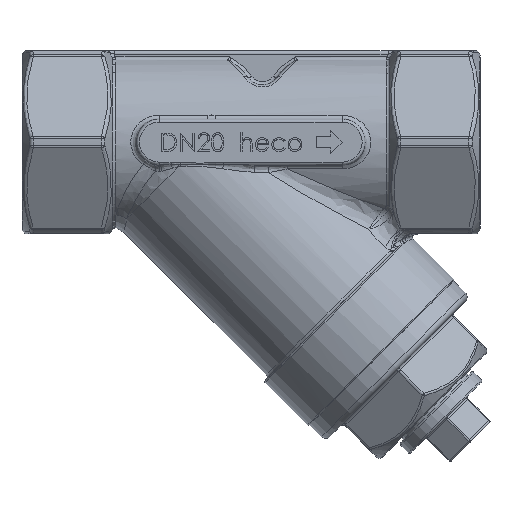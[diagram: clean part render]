
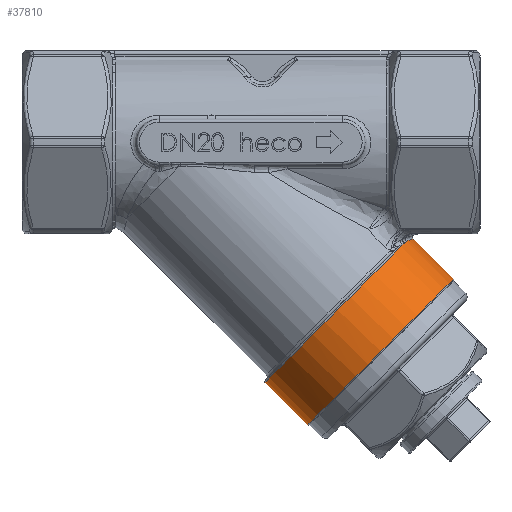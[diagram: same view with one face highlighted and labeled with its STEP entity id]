
A CAD part, top view. The second image highlights one B-rep face of the part: STEP entity #37810.
In plain terms, the highlighted cylindrical face has radius 18 mm (diameter 36 mm), a full revolution.
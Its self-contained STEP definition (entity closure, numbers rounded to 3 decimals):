
#13274 = CIRCLE ( 'NONE', #13285, 18. ) ;
#13278 = CIRCLE ( 'NONE', #13281, 18. ) ;
#13281 = AXIS2_PLACEMENT_3D ( 'NONE', #15413, #15414, #15415 ) ;
#13285 = AXIS2_PLACEMENT_3D ( 'NONE', #15420, #15421, #15422 ) ;
#15381 = CARTESIAN_POINT ( 'NONE',  ( 67.109, -17.298, -6.365 ) ) ;
#15394 = CARTESIAN_POINT ( 'NONE',  ( 67.303, -17.222, -5.859 ) ) ;
#15398 = CARTESIAN_POINT ( 'NONE',  ( 67.478, -17.157, -5.343 ) ) ;
#15399 = CARTESIAN_POINT ( 'NONE',  ( 67.783, -17.053, -4.3 ) ) ;
#15400 = CARTESIAN_POINT ( 'NONE',  ( 67.915, -17.013, -3.773 ) ) ;
#15401 = CARTESIAN_POINT ( 'NONE',  ( 68.131, -16.954, -2.709 ) ) ;
#15402 = CARTESIAN_POINT ( 'NONE',  ( 68.216, -16.935, -2.171 ) ) ;
#15403 = CARTESIAN_POINT ( 'NONE',  ( 68.332, -16.91, -1.084 ) ) ;
#15404 = CARTESIAN_POINT ( 'NONE',  ( 68.362, -16.905, -0.536 ) ) ;
#15405 = CARTESIAN_POINT ( 'NONE',  ( 68.36, -16.906, 1.107 ) ) ;
#15406 = CARTESIAN_POINT ( 'NONE',  ( 68.238, -16.925, 2.184 ) ) ;
#15407 = CARTESIAN_POINT ( 'NONE',  ( 67.807, -17.042, 4.304 ) ) ;
#15408 = CARTESIAN_POINT ( 'NONE',  ( 67.497, -17.145, 5.354 ) ) ;
#15409 = CARTESIAN_POINT ( 'NONE',  ( 67.109, -17.298, 6.365 ) ) ;
#15413 = CARTESIAN_POINT ( 'NONE',  ( 55.204, -29.204, 0. ) ) ;
#15414 = DIRECTION ( 'NONE',  ( 0.707, -0.707, 0. ) ) ;
#15415 = DIRECTION ( 'NONE',  ( 0.707, 0.707, 0. ) ) ;
#15420 = CARTESIAN_POINT ( 'NONE',  ( 62.628, -36.628, 0. ) ) ;
#15421 = DIRECTION ( 'NONE',  ( -0.707, 0.707, 0. ) ) ;
#15422 = DIRECTION ( 'NONE',  ( 0.707, 0.707, 0. ) ) ;
#17043 = VERTEX_POINT ( 'NONE', #17047 ) ;
#17047 = CARTESIAN_POINT ( 'NONE',  ( 75.356, -23.9, 0. ) ) ;
#18871 = CARTESIAN_POINT ( 'NONE',  ( 67.109, -17.298, -6.365 ) ) ;
#18873 = CARTESIAN_POINT ( 'NONE',  ( 67.109, -17.298, 6.365 ) ) ;
#23531 = B_SPLINE_CURVE_WITH_KNOTS ( 'NONE', 3,
 ( #15381, #15394, #15398, #15399, #15400, #15401, #15402, #15403, #15404, #15405, #15406, #15407, #15408, #15409 ),
 .UNSPECIFIED., .F., .F.,
 ( 4, 2, 2, 2, 2, 2, 4 ),
 ( 0., 0.002, 0.003, 0.005, 0.007, 0.01, 0.013 ),
 .UNSPECIFIED. ) ;
#28866 = EDGE_CURVE ( 'NONE', #31340, #31342, #23531, .T. ) ;
#28870 = EDGE_CURVE ( 'NONE', #31342, #31340, #13278, .T. ) ;
#28873 = EDGE_CURVE ( 'NONE', #17043, #17043, #13274, .T. ) ;
#31340 = VERTEX_POINT ( 'NONE', #18871 ) ;
#31342 = VERTEX_POINT ( 'NONE', #18873 ) ;
#32017 = EDGE_LOOP ( 'NONE', ( #35311, #35313 ) ) ;
#32018 = EDGE_LOOP ( 'NONE', ( #35309 ) ) ;
#33042 = AXIS2_PLACEMENT_3D ( 'NONE', #43485, #43512, #43513 ) ;
#35309 = ORIENTED_EDGE ( 'NONE', *, *, #28873, .T. ) ;
#35311 = ORIENTED_EDGE ( 'NONE', *, *, #28870, .T. ) ;
#35313 = ORIENTED_EDGE ( 'NONE', *, *, #28866, .T. ) ;
#37810 = ADVANCED_FACE ( 'NONE', ( #43434, #43482 ), #43480, .T. ) ;
#43434 = FACE_OUTER_BOUND ( 'NONE', #32018, .T. ) ;
#43480 = CYLINDRICAL_SURFACE ( 'NONE', #33042, 18. ) ;
#43482 = FACE_OUTER_BOUND ( 'NONE', #32017, .T. ) ;
#43485 = CARTESIAN_POINT ( 'NONE',  ( 62.77, -36.77, 0. ) ) ;
#43512 = DIRECTION ( 'NONE',  ( -0.707, 0.707, 0. ) ) ;
#43513 = DIRECTION ( 'NONE',  ( -0.707, -0.707, 0. ) ) ;
